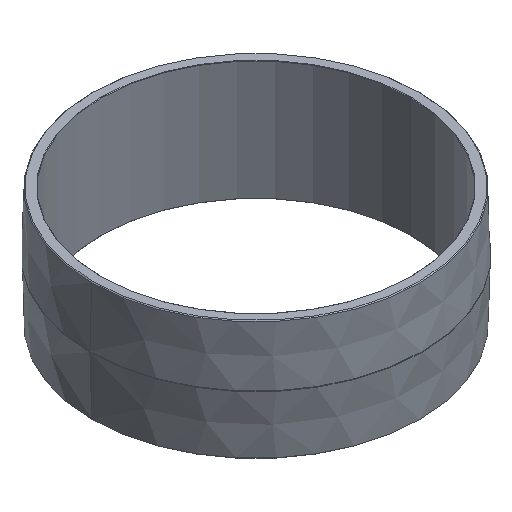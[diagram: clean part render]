
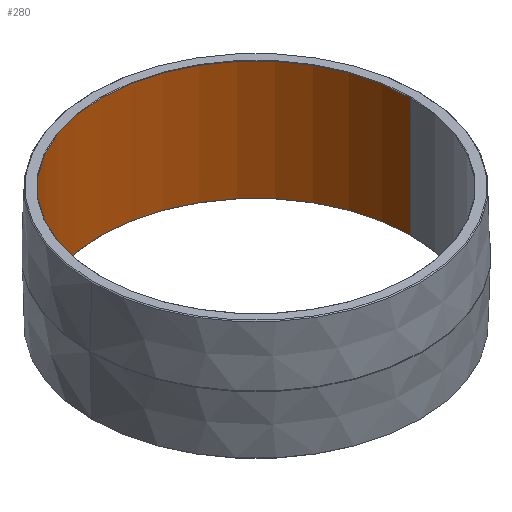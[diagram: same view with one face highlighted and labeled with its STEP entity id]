
A CAD part, isometric view. The second image highlights one B-rep face of the part: STEP entity #280.
In plain terms, the highlighted cylindrical face has radius 127.254 mm (diameter 254.508 mm), a partial arc.
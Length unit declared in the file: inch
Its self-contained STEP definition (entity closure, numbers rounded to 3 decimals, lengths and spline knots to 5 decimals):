
#3 = VERTEX_POINT ( 'NONE', #68 ) ;
#21 = AXIS2_PLACEMENT_3D ( 'NONE', #254, #304, #291 ) ;
#36 = EDGE_CURVE ( 'NONE', #3, #173, #282, .T. ) ;
#44 = EDGE_CURVE ( 'NONE', #374, #173, #351, .T. ) ;
#46 = VERTEX_POINT ( 'NONE', #135 ) ;
#66 = DIRECTION ( 'NONE',  ( 1., 0., 0. ) ) ;
#68 = CARTESIAN_POINT ( 'NONE',  ( -5.01, 0., 0.0125 ) ) ;
#80 = ORIENTED_EDGE ( 'NONE', *, *, #44, .F. ) ;
#83 = DIRECTION ( 'NONE',  ( 0., 0., -1. ) ) ;
#91 = EDGE_CURVE ( 'NONE', #46, #3, #533, .T. ) ;
#103 = CARTESIAN_POINT ( 'NONE',  ( 0., 0., 0.0125 ) ) ;
#105 = CARTESIAN_POINT ( 'NONE',  ( 5.01, 0., 3.875 ) ) ;
#133 = ORIENTED_EDGE ( 'NONE', *, *, #91, .T. ) ;
#135 = CARTESIAN_POINT ( 'NONE',  ( -5.01, 0., 3.8625 ) ) ;
#143 = EDGE_LOOP ( 'NONE', ( #80, #292, #133, #313 ) ) ;
#153 = AXIS2_PLACEMENT_3D ( 'NONE', #103, #403, #66 ) ;
#170 = FACE_OUTER_BOUND ( 'NONE', #143, .T. ) ;
#173 = VERTEX_POINT ( 'NONE', #236 ) ;
#178 = DIRECTION ( 'NONE',  ( 0., 0., -1. ) ) ;
#192 = CARTESIAN_POINT ( 'NONE',  ( -5.01, 0., 3.875 ) ) ;
#213 = AXIS2_PLACEMENT_3D ( 'NONE', #343, #83, #259 ) ;
#236 = CARTESIAN_POINT ( 'NONE',  ( 5.01, 0., 0.0125 ) ) ;
#237 = EDGE_CURVE ( 'NONE', #374, #46, #434, .T. ) ;
#254 = CARTESIAN_POINT ( 'NONE',  ( 0., 0., 3.8625 ) ) ;
#259 = DIRECTION ( 'NONE',  ( -1., 0., 0. ) ) ;
#280 = ADVANCED_FACE ( 'NONE', ( #170 ), #547, .F. ) ;
#282 = CIRCLE ( 'NONE', #153, 5.01 ) ;
#284 = VECTOR ( 'NONE', #178, 39.37008 ) ;
#291 = DIRECTION ( 'NONE',  ( 1., 0., 0. ) ) ;
#292 = ORIENTED_EDGE ( 'NONE', *, *, #237, .T. ) ;
#304 = DIRECTION ( 'NONE',  ( 0., 0., 1. ) ) ;
#313 = ORIENTED_EDGE ( 'NONE', *, *, #36, .T. ) ;
#343 = CARTESIAN_POINT ( 'NONE',  ( 0., 0., 3.875 ) ) ;
#351 = LINE ( 'NONE', #105, #284 ) ;
#374 = VERTEX_POINT ( 'NONE', #436 ) ;
#403 = DIRECTION ( 'NONE',  ( 0., 0., -1. ) ) ;
#412 = VECTOR ( 'NONE', #492, 39.37008 ) ;
#434 = CIRCLE ( 'NONE', #21, 5.01 ) ;
#436 = CARTESIAN_POINT ( 'NONE',  ( 5.01, 0., 3.8625 ) ) ;
#492 = DIRECTION ( 'NONE',  ( 0., 0., -1. ) ) ;
#533 = LINE ( 'NONE', #192, #412 ) ;
#547 = CYLINDRICAL_SURFACE ( 'NONE', #213, 5.01 ) ;
